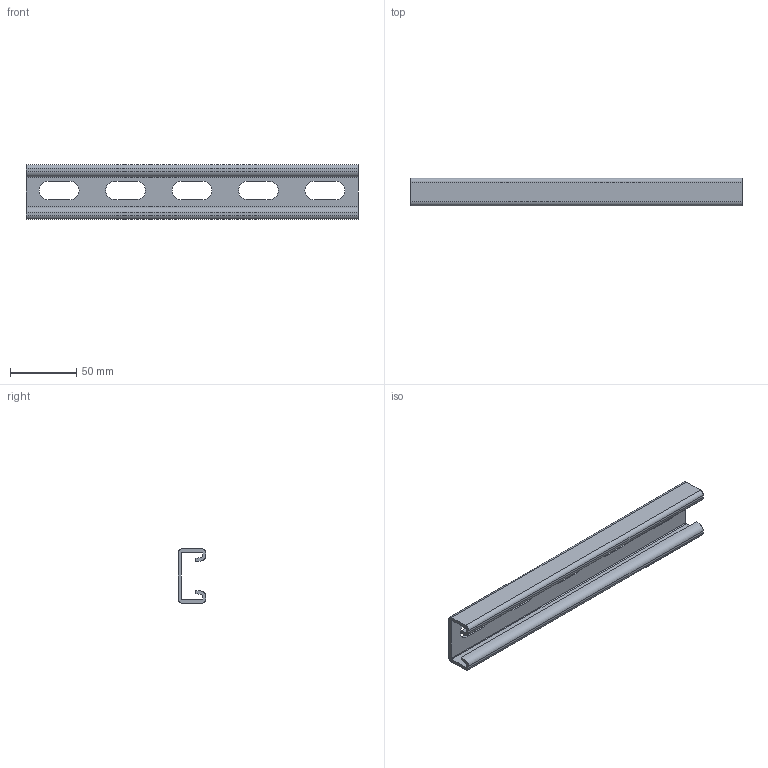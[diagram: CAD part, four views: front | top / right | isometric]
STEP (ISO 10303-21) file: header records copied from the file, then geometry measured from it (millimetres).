
FILE_DESCRIPTION (( 'STEP AP203' ), '1' );
FILE_NAME ('3D_R6600_173485100.STEP', '2024-08-06T11:20:39', ( '' ), ( '' ), 'SwSTEP 2.0', 'SolidWorks 2024', '' );
FILE_SCHEMA (( 'CONFIG_CONTROL_DESIGN' ));
Length unit declared in the file: millimetre
Products named in the file (1): 3D_R6600_173485100
Bounding box: 250 x 21 x 41 mm (x, y, z)
Volume: 55296.4 mm3; surface area: 46890.8 mm2
Topology: 1 solids, 1 shells, 46 faces, 132 edges, 88 vertices
Faces by surface type: plane 24, cylinder 18, bspline 4
Entity records: 1705 total; most frequent: CARTESIAN_POINT 391, ORIENTED_EDGE 264, DIRECTION 246, EDGE_CURVE 132, LINE 88, VECTOR 88, VERTEX_POINT 88, AXIS2_PLACEMENT_3D 79
